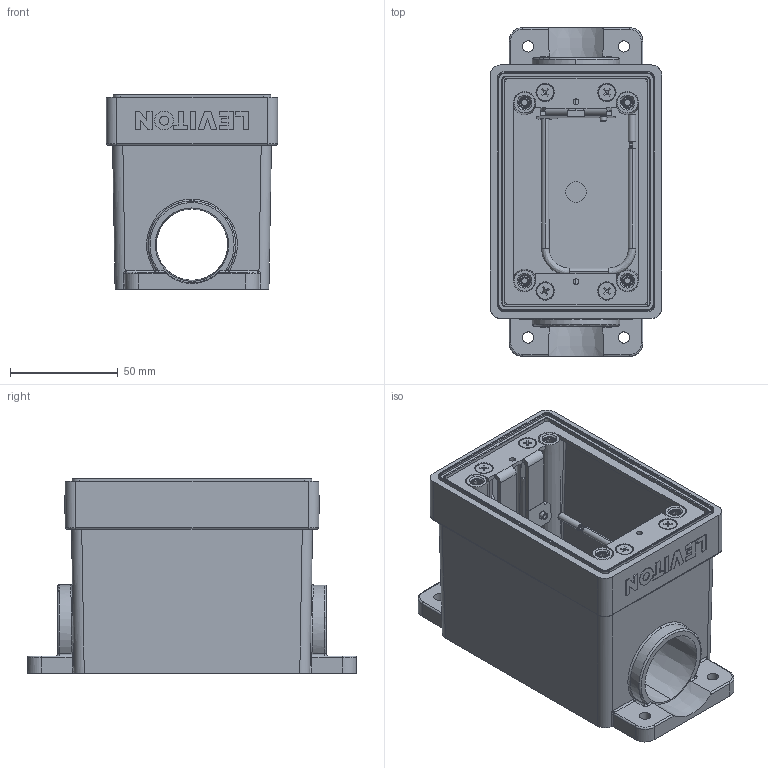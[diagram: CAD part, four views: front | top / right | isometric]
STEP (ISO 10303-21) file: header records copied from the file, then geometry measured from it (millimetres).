
FILE_DESCRIPTION (( 'STEP AP214' ), '1' );
FILE_NAME ('ORC6001-M01.STEP', '2025-07-01T20:16:38', ( '' ), ( '' ), 'SwSTEP 2.0', 'SolidWorks 2024', '' );
FILE_SCHEMA (( 'AUTOMOTIVE_DESIGN' ));
Length unit declared in the file: inch
Products named in the file (1): ORC6001-M01
Bounding box: 79.38 x 152.4 x 90.07 mm (x, y, z)
Surface area: 91816.4 mm2 (no closed solid volume)
Topology: 0 solids, 13 shells, 527 faces, 1671 edges, 1129 vertices
Faces by surface type: plane 260, cylinder 141, cone 58, bspline 50, torus 14, sphere 4
Entity records: 21722 total; most frequent: CARTESIAN_POINT 7955, ORIENTED_EDGE 2863, DIRECTION 2598, EDGE_CURVE 1651, VERTEX_POINT 1125, AXIS2_PLACEMENT_3D 891, LINE 816, VECTOR 816
